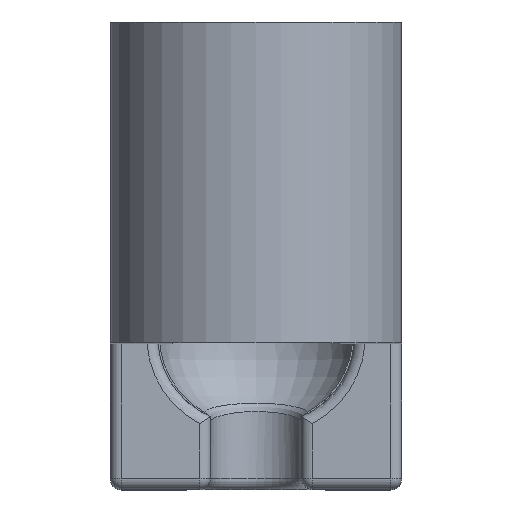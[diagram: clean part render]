
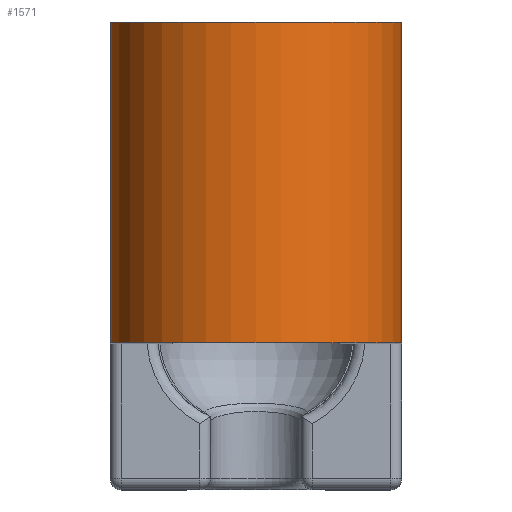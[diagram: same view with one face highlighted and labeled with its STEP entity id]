
A CAD part, top view. The second image highlights one B-rep face of the part: STEP entity #1571.
In plain terms, the highlighted cylindrical face has radius 4 mm (diameter 8 mm), a partial arc.
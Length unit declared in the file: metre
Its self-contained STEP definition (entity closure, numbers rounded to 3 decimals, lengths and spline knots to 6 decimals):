
#36=CYLINDRICAL_SURFACE('',#1723,0.004);
#112=LINE('',#2564,#226);
#118=LINE('',#2579,#232);
#226=VECTOR('',#1988,1.);
#232=VECTOR('',#2002,1.);
#338=CIRCLE('',#1675,0.004);
#345=CIRCLE('',#1685,0.004);
#582=ORIENTED_EDGE('',*,*,#1015,.F.);
#583=ORIENTED_EDGE('',*,*,#973,.T.);
#584=ORIENTED_EDGE('',*,*,#1007,.T.);
#585=ORIENTED_EDGE('',*,*,#949,.F.);
#949=EDGE_CURVE('',#1187,#1188,#338,.T.);
#973=EDGE_CURVE('',#1210,#1209,#345,.T.);
#1007=EDGE_CURVE('',#1209,#1188,#112,.T.);
#1015=EDGE_CURVE('',#1210,#1187,#118,.T.);
#1187=VERTEX_POINT('',#2431);
#1188=VERTEX_POINT('',#2433);
#1209=VERTEX_POINT('',#2495);
#1210=VERTEX_POINT('',#2497);
#1343=EDGE_LOOP('',(#582,#583,#584,#585));
#1457=FACE_BOUND('',#1343,.T.);
#1571=ADVANCED_FACE('',(#1457),#36,.T.);
#1675=AXIS2_PLACEMENT_3D('',#2432,#1894,#1895);
#1685=AXIS2_PLACEMENT_3D('',#2496,#1926,#1927);
#1723=AXIS2_PLACEMENT_3D('',#2640,#2048,#2049);
#1894=DIRECTION('',(0.,-1.,0.));
#1895=DIRECTION('',(0.,0.,-1.));
#1926=DIRECTION('',(0.,-1.,0.));
#1927=DIRECTION('',(0.,0.,-1.));
#1988=DIRECTION('',(0.,-1.,0.));
#2002=DIRECTION('',(0.,-1.,0.));
#2048=DIRECTION('',(0.,-1.,0.));
#2049=DIRECTION('',(0.,0.,-1.));
#2431=CARTESIAN_POINT('',(0.004,-0.005,0.008));
#2432=CARTESIAN_POINT('',(0.,-0.005,0.008));
#2433=CARTESIAN_POINT('',(-0.004,-0.005,0.008));
#2495=CARTESIAN_POINT('',(-0.004,0.0038,0.008));
#2496=CARTESIAN_POINT('',(0.,0.0038,0.008));
#2497=CARTESIAN_POINT('',(0.004,0.0038,0.008));
#2564=CARTESIAN_POINT('',(-0.004,-0.0006,0.008));
#2579=CARTESIAN_POINT('',(0.004,-0.0006,0.008));
#2640=CARTESIAN_POINT('',(0.,0.,0.008));
